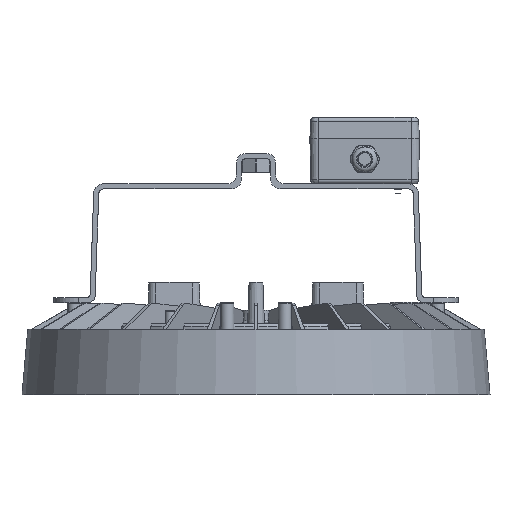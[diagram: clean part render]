
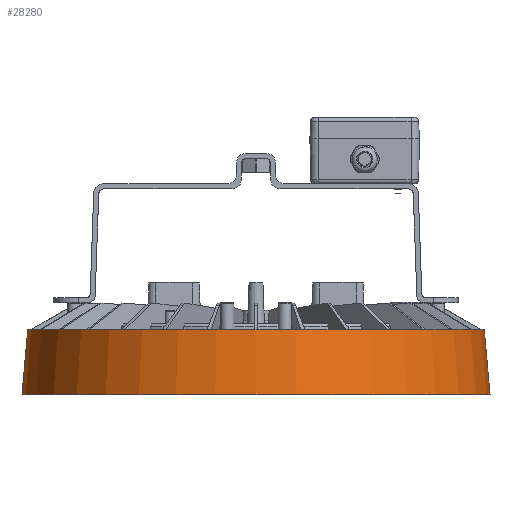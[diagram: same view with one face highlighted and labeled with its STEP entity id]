
A CAD part, front view. The second image highlights one B-rep face of the part: STEP entity #28280.
In plain terms, the highlighted conical face has half-angle 5 degrees and reference radius 138.285 mm.
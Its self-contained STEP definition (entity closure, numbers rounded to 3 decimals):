
#2799=FACE_OUTER_BOUND('',#4545,.T.);
#4545=EDGE_LOOP('',(#20276,#20277,#20278,#20279));
#6407=LINE('',#50964,#8432);
#8432=VECTOR('',#34540,138.285);
#10582=CIRCLE('',#30367,140.);
#10583=CIRCLE('',#30369,136.57);
#12268=VERTEX_POINT('',#50960);
#12269=VERTEX_POINT('',#50963);
#15312=EDGE_CURVE('',#12268,#12268,#10582,.T.);
#15313=EDGE_CURVE('',#12268,#12269,#6407,.T.);
#15314=EDGE_CURVE('',#12269,#12269,#10583,.T.);
#20276=ORIENTED_EDGE('',*,*,#15312,.T.);
#20277=ORIENTED_EDGE('',*,*,#15313,.T.);
#20278=ORIENTED_EDGE('',*,*,#15314,.T.);
#20279=ORIENTED_EDGE('',*,*,#15313,.F.);
#27901=CONICAL_SURFACE('',#30368,138.285,0.087);
#28280=ADVANCED_FACE('',(#2799),#27901,.T.);
#30367=AXIS2_PLACEMENT_3D('',#50961,#34536,#34537);
#30368=AXIS2_PLACEMENT_3D('',#50962,#34538,#34539);
#30369=AXIS2_PLACEMENT_3D('',#50965,#34541,#34542);
#34536=DIRECTION('center_axis',(0.,0.,1.));
#34537=DIRECTION('ref_axis',(-1.,0.,0.));
#34538=DIRECTION('center_axis',(0.,0.,-1.));
#34539=DIRECTION('ref_axis',(-1.,0.,0.));
#34540=DIRECTION('',(-0.087,0.,0.996));
#34541=DIRECTION('center_axis',(0.,0.,-1.));
#34542=DIRECTION('ref_axis',(-1.,0.,0.));
#50960=CARTESIAN_POINT('',(140.,0.,-40.));
#50961=CARTESIAN_POINT('Origin',(0.,0.,
-40.));
#50962=CARTESIAN_POINT('Origin',(0.,0.,
-20.4));
#50963=CARTESIAN_POINT('',(136.57,0.,-0.8));
#50964=CARTESIAN_POINT('',(138.285,0.,-20.4));
#50965=CARTESIAN_POINT('Origin',(0.,0.,
-0.8));
